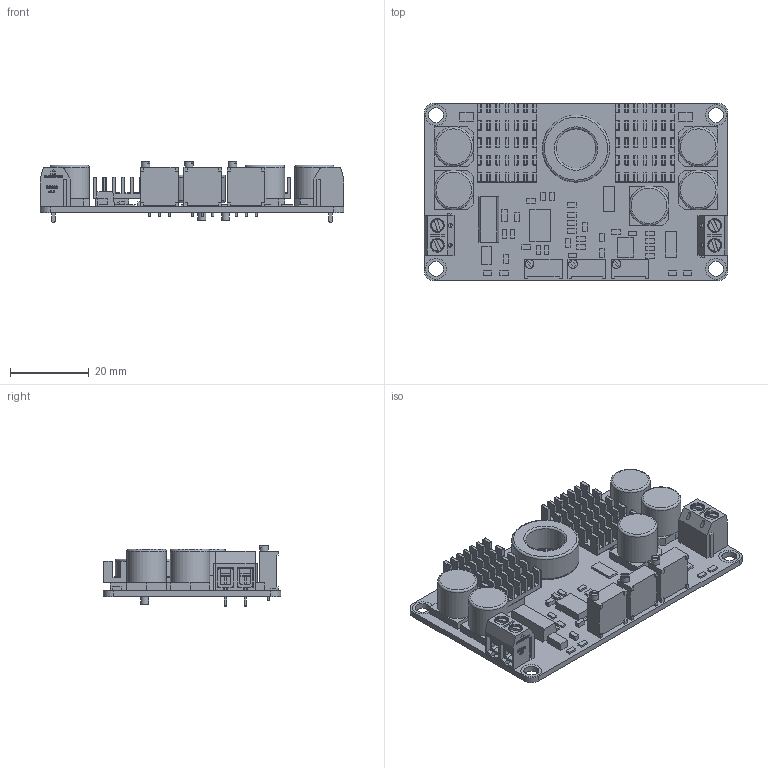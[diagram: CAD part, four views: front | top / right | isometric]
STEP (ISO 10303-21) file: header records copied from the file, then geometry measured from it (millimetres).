
FILE_DESCRIPTION(/* description */ (''),/* implementation_level */ '2;1');
FILE_NAME(/* name */ 'LTC 3780 Mudule v11.step',/* time_stamp */ '2019-02-01T23:45:45+01:00',/* author */ ('joepluess'),/* organization */ (''),/* preprocessor_version */ 'ST-DEVELOPER v17.2',/* originating_system */ 'Autodesk Translation Framework v7.6.0.251',/* authorisation */ '');
FILE_SCHEMA (('AUTOMOTIVE_DESIGN { 1 0 10303 214 3 1 1 }'));
Products named in the file (14): LTC 3780 Mudule; Trimpot_3296W v1; Trimpot_3296W v1 (1); Trimpot_3296W v1 (2); DG306-5 v2; Case; Screw; Terminal; Spring; DG306-5 v2 (1); Case (1); Screw (1); Terminal (1); Spring (1)
Assembly tree (19 placements, depth 3):
  LTC 3780 Mudule
    Trimpot_3296W v1
    Trimpot_3296W v1 (1)
    Trimpot_3296W v1 (2)
    DG306-5 v2
      Case
      Screw  x2
      Terminal  x2
      Spring  x2
    DG306-5 v2 (1)
      Case (1)
      Screw (1)  x2
      Terminal (1)  x2
      Spring (1)  x2
Bounding box: 77 x 45 x 15.68 mm (x, y, z)
Volume: 14887.5 mm3; surface area: 20238.1 mm2
Topology: 98 solids, 98 shells, 2680 faces, 6174 edges, 3798 vertices
Faces by surface type: plane 1084, cylinder 1003, torus 297, sphere 288, cone 8
Full cylindrical faces by diameter (mm): 0.51 x9, 1 x4, 1.8 x4, 2 x4, 2.19 x3, 2.5 x16, 3.3 x2, 3.35 x4, 3.55 x8, 3.8 x4, 4 x2, 5.3 x8, 10 x6, 17 x1
Entity records: 75262 total; most frequent: CARTESIAN_POINT 15473, DIRECTION 13179, ORIENTED_EDGE 11696, EDGE_CURVE 5848, AXIS2_PLACEMENT_3D 4952, VERTEX_POINT 3576, LINE 3275, VECTOR 3275
